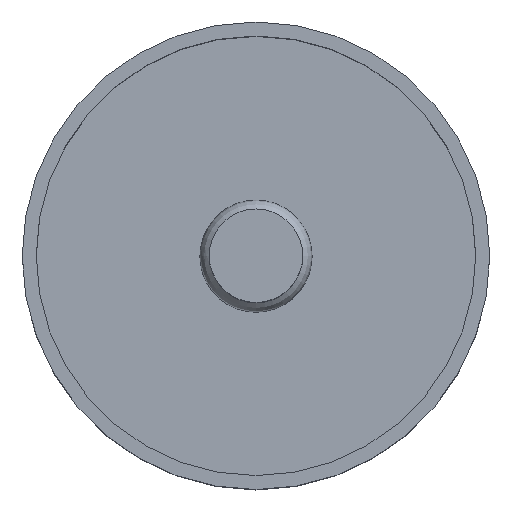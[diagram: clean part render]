
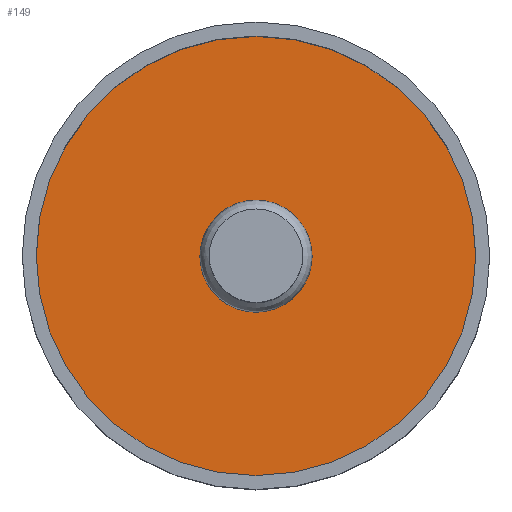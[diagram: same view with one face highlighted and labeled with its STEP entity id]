
A CAD part, top view. The second image highlights one B-rep face of the part: STEP entity #149.
In plain terms, the highlighted planar face has unit normal (0, 0, 1).
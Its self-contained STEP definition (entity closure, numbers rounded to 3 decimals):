
#15=FACE_BOUND('',#56,.T.);
#20=PLANE('',#183);
#44=FACE_OUTER_BOUND('',#55,.T.);
#55=EDGE_LOOP('',(#128));
#56=EDGE_LOOP('',(#129));
#68=CIRCLE('',#175,6.);
#72=CIRCLE('',#184,23.5);
#80=VERTEX_POINT('',#259);
#84=VERTEX_POINT('',#275);
#94=EDGE_CURVE('',#80,#80,#68,.T.);
#100=EDGE_CURVE('',#84,#84,#72,.T.);
#128=ORIENTED_EDGE('',*,*,#100,.F.);
#129=ORIENTED_EDGE('',*,*,#94,.T.);
#149=ADVANCED_FACE('',(#44,#15),#20,.T.);
#175=AXIS2_PLACEMENT_3D('',#261,#209,#210);
#183=AXIS2_PLACEMENT_3D('',#274,#227,#228);
#184=AXIS2_PLACEMENT_3D('',#276,#229,#230);
#209=DIRECTION('center_axis',(0.,0.,-1.));
#210=DIRECTION('ref_axis',(-1.,0.,0.));
#227=DIRECTION('center_axis',(0.,0.,1.));
#228=DIRECTION('ref_axis',(-1.,0.,0.));
#229=DIRECTION('center_axis',(0.,0.,-1.));
#230=DIRECTION('ref_axis',(-1.,0.,0.));
#259=CARTESIAN_POINT('',(6.,0.,7.));
#261=CARTESIAN_POINT('Origin',(0.,0.,7.));
#274=CARTESIAN_POINT('Origin',(0.,0.,7.));
#275=CARTESIAN_POINT('',(23.5,0.,7.));
#276=CARTESIAN_POINT('Origin',(0.,0.,7.));
